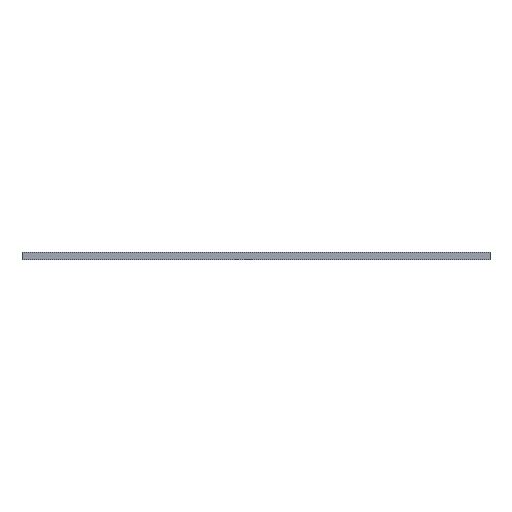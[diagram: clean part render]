
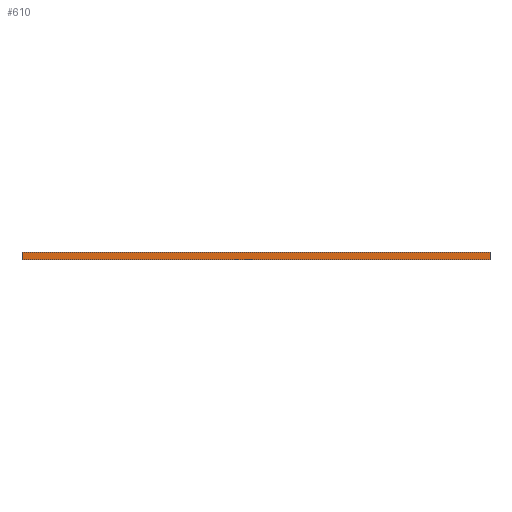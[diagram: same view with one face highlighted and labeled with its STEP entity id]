
A CAD part, front view. The second image highlights one B-rep face of the part: STEP entity #610.
In plain terms, the highlighted planar face has unit normal (0, -1, 0).
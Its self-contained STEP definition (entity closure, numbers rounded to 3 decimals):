
#7 = CARTESIAN_POINT ( 'NONE',  ( 281.197, -361.95, 3.175 ) ) ;
#61 = CARTESIAN_POINT ( 'NONE',  ( 281.197, -361.95, 3.175 ) ) ;
#65 = VECTOR ( 'NONE', #448, 1000. ) ;
#70 = DIRECTION ( 'NONE',  ( 0., 0., 1. ) ) ;
#82 = ORIENTED_EDGE ( 'NONE', *, *, #213, .T. ) ;
#127 = EDGE_CURVE ( 'NONE', #392, #692, #529, .T. ) ;
#133 = DIRECTION ( 'NONE',  ( 0., 1., 0. ) ) ;
#136 = VECTOR ( 'NONE', #552, 1000. ) ;
#139 = CARTESIAN_POINT ( 'NONE',  ( 281.197, -361.95, 0. ) ) ;
#167 = LINE ( 'NONE', #406, #272 ) ;
#207 = VECTOR ( 'NONE', #404, 1000. ) ;
#213 = EDGE_CURVE ( 'NONE', #692, #646, #271, .T. ) ;
#251 = PLANE ( 'NONE',  #433 ) ;
#271 = LINE ( 'NONE', #513, #65 ) ;
#272 = VECTOR ( 'NONE', #647, 1000. ) ;
#308 = FACE_OUTER_BOUND ( 'NONE', #311, .T. ) ;
#311 = EDGE_LOOP ( 'NONE', ( #82, #635, #344, #638 ) ) ;
#340 = VERTEX_POINT ( 'NONE', #61 ) ;
#344 = ORIENTED_EDGE ( 'NONE', *, *, #599, .F. ) ;
#392 = VERTEX_POINT ( 'NONE', #623 ) ;
#404 = DIRECTION ( 'NONE',  ( 0., 0., -1. ) ) ;
#406 = CARTESIAN_POINT ( 'NONE',  ( 281.197, -361.95, 3.175 ) ) ;
#433 = AXIS2_PLACEMENT_3D ( 'NONE', #608, #133, #70 ) ;
#448 = DIRECTION ( 'NONE',  ( 1., 0., 0. ) ) ;
#473 = CARTESIAN_POINT ( 'NONE',  ( 83.61, -361.95, 0. ) ) ;
#513 = CARTESIAN_POINT ( 'NONE',  ( 281.197, -361.95, 0. ) ) ;
#529 = LINE ( 'NONE', #645, #207 ) ;
#533 = EDGE_CURVE ( 'NONE', #340, #646, #167, .T. ) ;
#552 = DIRECTION ( 'NONE',  ( 1., 0., 0. ) ) ;
#599 = EDGE_CURVE ( 'NONE', #392, #340, #662, .T. ) ;
#608 = CARTESIAN_POINT ( 'NONE',  ( 281.197, -361.95, 3.175 ) ) ;
#610 = ADVANCED_FACE ( 'NONE', ( #308 ), #251, .F. ) ;
#623 = CARTESIAN_POINT ( 'NONE',  ( 83.61, -361.95, 3.175 ) ) ;
#635 = ORIENTED_EDGE ( 'NONE', *, *, #533, .F. ) ;
#638 = ORIENTED_EDGE ( 'NONE', *, *, #127, .T. ) ;
#645 = CARTESIAN_POINT ( 'NONE',  ( 83.61, -361.95, 3.175 ) ) ;
#646 = VERTEX_POINT ( 'NONE', #139 ) ;
#647 = DIRECTION ( 'NONE',  ( 0., 0., -1. ) ) ;
#662 = LINE ( 'NONE', #7, #136 ) ;
#692 = VERTEX_POINT ( 'NONE', #473 ) ;
